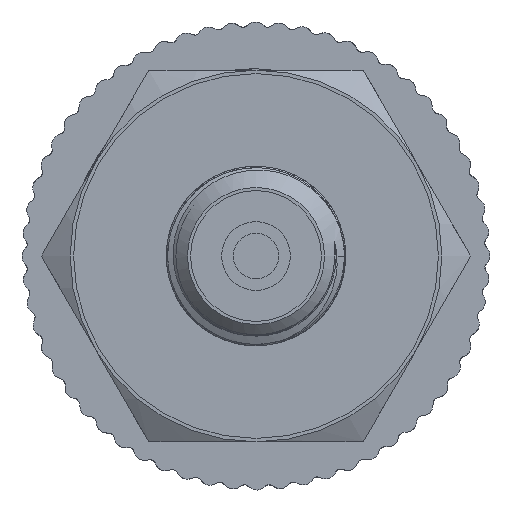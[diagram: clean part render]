
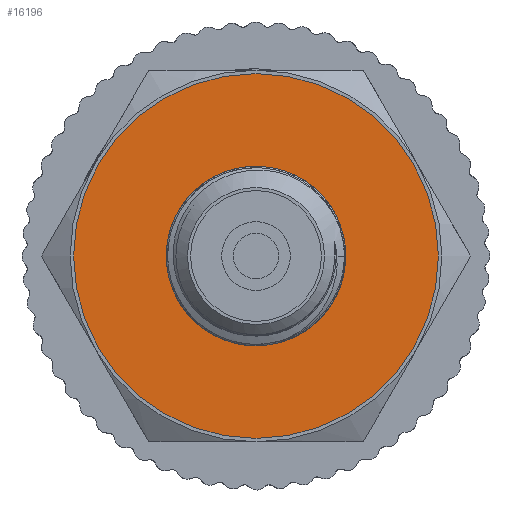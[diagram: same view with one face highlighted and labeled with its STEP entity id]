
A CAD part, left-side view. The second image highlights one B-rep face of the part: STEP entity #16196.
In plain terms, the highlighted planar face has unit normal (-1, 0, 0).
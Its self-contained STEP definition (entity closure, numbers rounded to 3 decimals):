
#160=PLANE('',#17076);
#864=FACE_BOUND('',#2284,.T.);
#1351=FACE_OUTER_BOUND('',#2283,.T.);
#2283=EDGE_LOOP('',(#12528));
#2284=EDGE_LOOP('',(#12529));
#3005=CIRCLE('',#17053,13.25);
#3006=CIRCLE('',#17055,6.5);
#7138=VERTEX_POINT('',#33608);
#7139=VERTEX_POINT('',#33980);
#9106=EDGE_CURVE('',#7138,#7138,#3005,.T.);
#9108=EDGE_CURVE('',#7139,#7139,#3006,.T.);
#12528=ORIENTED_EDGE('',*,*,#9106,.T.);
#12529=ORIENTED_EDGE('',*,*,#9108,.T.);
#16196=ADVANCED_FACE('',(#1351,#864),#160,.T.);
#17053=AXIS2_PLACEMENT_3D('',#33610,#18428,#18429);
#17055=AXIS2_PLACEMENT_3D('',#33981,#18432,#18433);
#17076=AXIS2_PLACEMENT_3D('',#35722,#18479,#18480);
#18428=DIRECTION('center_axis',(-1.,0.,0.));
#18429=DIRECTION('ref_axis',(0.,1.,0.));
#18432=DIRECTION('center_axis',(1.,0.,0.));
#18433=DIRECTION('ref_axis',(0.,0.,-1.));
#18479=DIRECTION('center_axis',(-1.,0.,0.));
#18480=DIRECTION('ref_axis',(0.,0.,1.));
#33608=CARTESIAN_POINT('',(-47.,-13.25,0.));
#33610=CARTESIAN_POINT('Origin',(-47.,0.,0.));
#33980=CARTESIAN_POINT('',(-47.,0.,6.5));
#33981=CARTESIAN_POINT('Origin',(-47.,0.,0.));
#35722=CARTESIAN_POINT('Origin',(-47.,13.5,0.));
